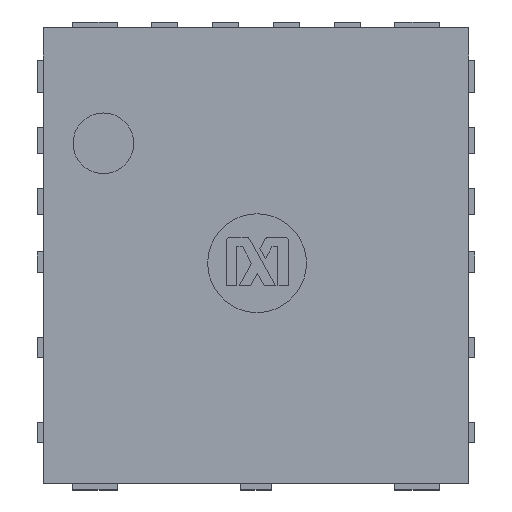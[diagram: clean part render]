
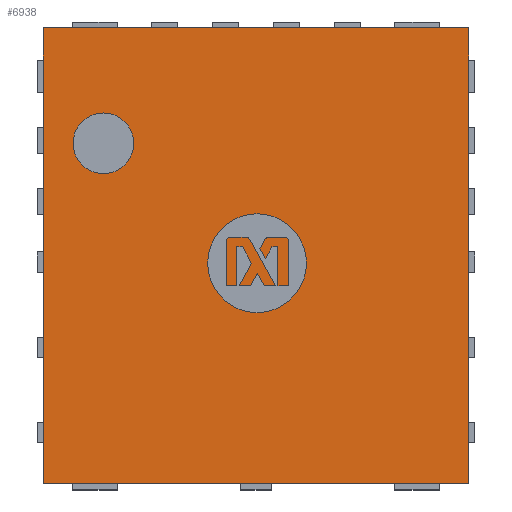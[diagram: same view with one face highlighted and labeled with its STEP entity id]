
A CAD part, top view. The second image highlights one B-rep face of the part: STEP entity #6938.
In plain terms, the highlighted face is planar.
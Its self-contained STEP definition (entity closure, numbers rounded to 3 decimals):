
#52 = DIRECTION ( 'NONE',  ( 0., 1., 0. ) ) ;
#119 = CARTESIAN_POINT ( 'NONE',  ( 1.75, 0.75, 1.875 ) ) ;
#160 = CARTESIAN_POINT ( 'NONE',  ( -1.75, 0.75, 1.875 ) ) ;
#198 = EDGE_CURVE ( 'NONE', #5221, #8401, #3093, .T. ) ;
#295 = CIRCLE ( 'NONE', #781, 0.25 ) ;
#752 = EDGE_CURVE ( 'NONE', #6555, #2802, #295, .T. ) ;
#781 = AXIS2_PLACEMENT_3D ( 'NONE', #8430, #4763, #6862 ) ;
#804 = DIRECTION ( 'NONE',  ( 1., 0., 0. ) ) ;
#988 = CIRCLE ( 'NONE', #2314, 0.25 ) ;
#990 = DIRECTION ( 'NONE',  ( 0., 0., 1. ) ) ;
#1083 = VECTOR ( 'NONE', #804, 1000. ) ;
#1176 = ORIENTED_EDGE ( 'NONE', *, *, #752, .F. ) ;
#1296 = EDGE_CURVE ( 'NONE', #6788, #7789, #9352, .T. ) ;
#1732 = VECTOR ( 'NONE', #3963, 1000. ) ;
#1877 = ORIENTED_EDGE ( 'NONE', *, *, #5717, .F. ) ;
#2045 = DIRECTION ( 'NONE',  ( 0., 0., -1. ) ) ;
#2314 = AXIS2_PLACEMENT_3D ( 'NONE', #8826, #52, #5913 ) ;
#2436 = CARTESIAN_POINT ( 'NONE',  ( -1.75, 0.75, 1.875 ) ) ;
#2802 = VERTEX_POINT ( 'NONE', #2887 ) ;
#2860 = PLANE ( 'NONE',  #6749 ) ;
#2887 = CARTESIAN_POINT ( 'NONE',  ( 1.255, 0.75, 1.176 ) ) ;
#3093 = LINE ( 'NONE', #4714, #1732 ) ;
#3164 = LINE ( 'NONE', #119, #6828 ) ;
#3495 = LINE ( 'NONE', #2436, #6908 ) ;
#3500 = FACE_OUTER_BOUND ( 'NONE', #6128, .T. ) ;
#3963 = DIRECTION ( 'NONE',  ( -1., 0., 0. ) ) ;
#4637 = EDGE_CURVE ( 'NONE', #8401, #6788, #3495, .T. ) ;
#4714 = CARTESIAN_POINT ( 'NONE',  ( -1.75, 0.75, -1.875 ) ) ;
#4763 = DIRECTION ( 'NONE',  ( 0., 1., 0. ) ) ;
#4849 = CARTESIAN_POINT ( 'NONE',  ( 1.75, 0.75, 1.875 ) ) ;
#4866 = ORIENTED_EDGE ( 'NONE', *, *, #1296, .T. ) ;
#4975 = ORIENTED_EDGE ( 'NONE', *, *, #198, .T. ) ;
#5018 = DIRECTION ( 'NONE',  ( 0., -1., 0. ) ) ;
#5221 = VERTEX_POINT ( 'NONE', #8481 ) ;
#5326 = DIRECTION ( 'NONE',  ( 0., 0., -1. ) ) ;
#5345 = CARTESIAN_POINT ( 'NONE',  ( 1.255, 0.75, 0.676 ) ) ;
#5717 = EDGE_CURVE ( 'NONE', #2802, #6555, #988, .T. ) ;
#5913 = DIRECTION ( 'NONE',  ( 0., 0., 1. ) ) ;
#6128 = EDGE_LOOP ( 'NONE', ( #6312, #4975, #6172, #4866 ) ) ;
#6172 = ORIENTED_EDGE ( 'NONE', *, *, #4637, .T. ) ;
#6312 = ORIENTED_EDGE ( 'NONE', *, *, #9338, .T. ) ;
#6555 = VERTEX_POINT ( 'NONE', #5345 ) ;
#6749 = AXIS2_PLACEMENT_3D ( 'NONE', #7952, #5018, #2045 ) ;
#6788 = VERTEX_POINT ( 'NONE', #6988 ) ;
#6828 = VECTOR ( 'NONE', #5326, 1000. ) ;
#6862 = DIRECTION ( 'NONE',  ( 0., 0., 1. ) ) ;
#6908 = VECTOR ( 'NONE', #990, 1000. ) ;
#6938 = ADVANCED_FACE ( 'NONE', ( #7615, #3500 ), #2860, .F. ) ;
#6988 = CARTESIAN_POINT ( 'NONE',  ( -1.75, 0.75, 1.875 ) ) ;
#7348 = CARTESIAN_POINT ( 'NONE',  ( -1.75, 0.75, -1.875 ) ) ;
#7615 = FACE_BOUND ( 'NONE', #7850, .T. ) ;
#7789 = VERTEX_POINT ( 'NONE', #4849 ) ;
#7850 = EDGE_LOOP ( 'NONE', ( #1877, #1176 ) ) ;
#7952 = CARTESIAN_POINT ( 'NONE',  ( 0., 0.75, 0. ) ) ;
#8401 = VERTEX_POINT ( 'NONE', #7348 ) ;
#8430 = CARTESIAN_POINT ( 'NONE',  ( 1.255, 0.75, 0.926 ) ) ;
#8481 = CARTESIAN_POINT ( 'NONE',  ( 1.75, 0.75, -1.875 ) ) ;
#8826 = CARTESIAN_POINT ( 'NONE',  ( 1.255, 0.75, 0.926 ) ) ;
#9338 = EDGE_CURVE ( 'NONE', #7789, #5221, #3164, .T. ) ;
#9352 = LINE ( 'NONE', #160, #1083 ) ;
